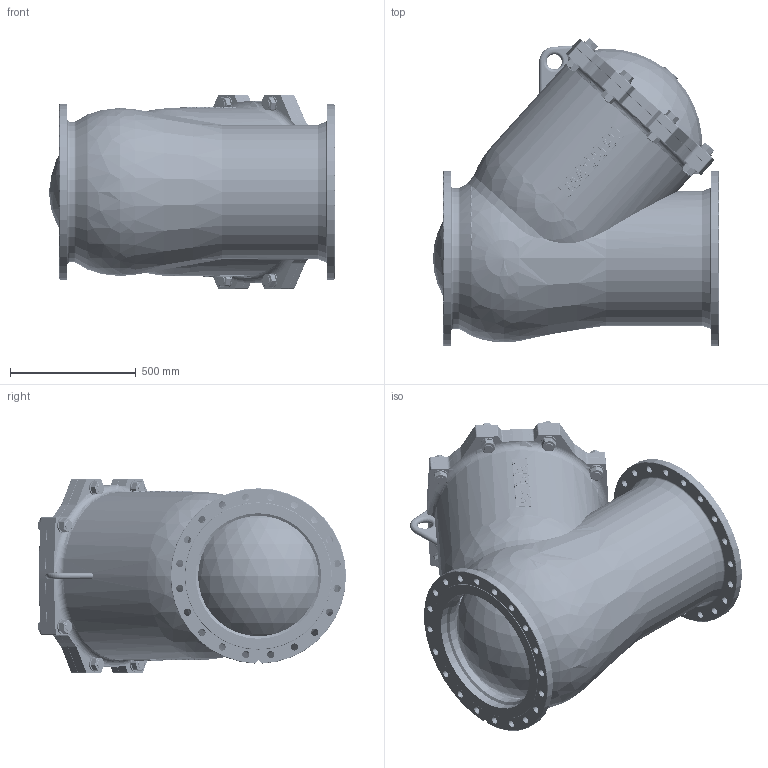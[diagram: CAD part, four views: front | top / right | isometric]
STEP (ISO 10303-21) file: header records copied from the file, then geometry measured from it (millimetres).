
FILE_DESCRIPTION (( 'STEP AP203' ), '1' );
FILE_NAME ('DN 500 150.STEP', '2017-05-04T08:54:27', ( '' ), ( '' ), 'SwSTEP 2.0', 'SolidWorks 2017', '' );
FILE_SCHEMA (( 'CONFIG_CONTROL_DESIGN' ));
Length unit declared in the file: millimetre
Products named in the file (1): DN 500 150
Bounding box: 1139.5 x 1227.41 x 772 mm (x, y, z)
Volume: 191274933.7 mm3; surface area: 9068213.4 mm2
Topology: 19 solids, 19 shells, 2139 faces, 5876 edges, 3819 vertices
Faces by surface type: cylinder 1518, plane 322, torus 196, bspline 64, cone 21, sphere 18
Entity records: 129666 total; most frequent: CARTESIAN_POINT 81199, ORIENTED_EDGE 11694, DIRECTION 8860, EDGE_CURVE 5847, VERTEX_POINT 3802, AXIS2_PLACEMENT_3D 3360, EDGE_LOOP 2325, LINE 2140
